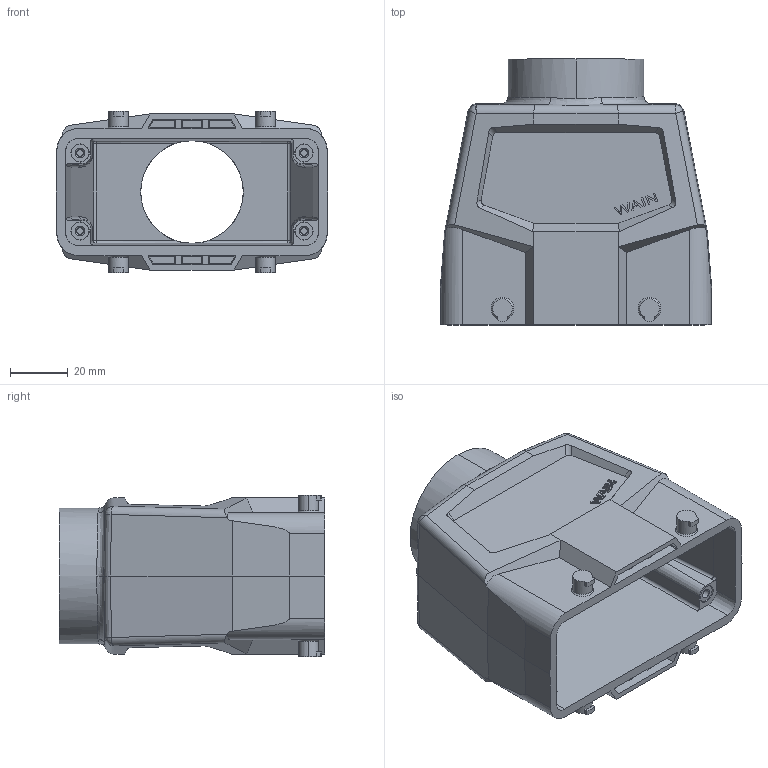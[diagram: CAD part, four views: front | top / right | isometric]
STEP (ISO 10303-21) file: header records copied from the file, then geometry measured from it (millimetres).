
FILE_DESCRIPTION((''),'2;1');
FILE_NAME('ASM0017_SW0001','2023-12-29T',('yp.zhu'),(''),'PRO/ENGINEER BY PARAMETRIC TECHNOLOGY CORPORATION, 2012480','PRO/ENGINEER BY PARAMETRIC TECHNOLOGY CORPORATION, 2012480','');
FILE_SCHEMA(('CONFIG_CONTROL_DESIGN'));
Length unit declared in the file: inch
Products named in the file (1): ASM0017_SW0001
Bounding box: 94 x 92 x 56 mm (x, y, z)
Volume: 108684.1 mm3; surface area: 52280.8 mm2
Topology: 1 solids, 1 shells, 430 faces, 1197 edges, 782 vertices
Faces by surface type: plane 219, cylinder 119, cone 38, extrusion 20, bspline 18, sphere 8, torus 8
Entity records: 18677 total; most frequent: CARTESIAN_POINT 8041, ORIENTED_EDGE 2338, DIRECTION 1967, EDGE_CURVE 1169, VERTEX_POINT 776, VECTOR 743, LINE 723, AXIS2_PLACEMENT_3D 612
